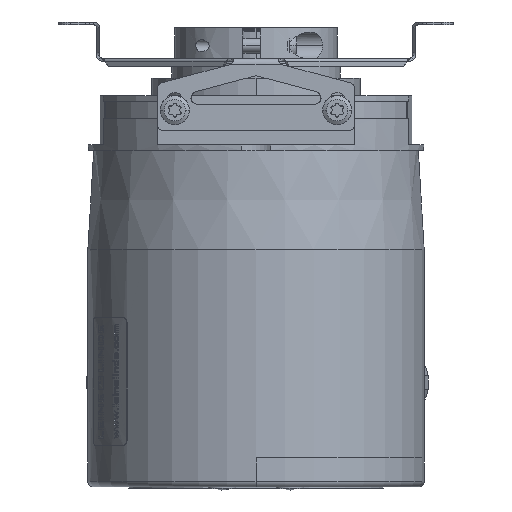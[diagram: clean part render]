
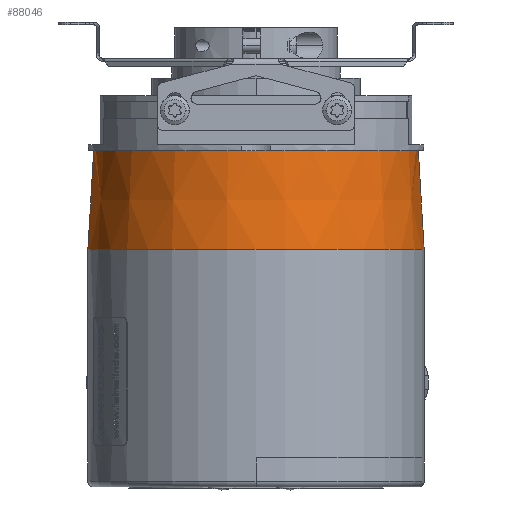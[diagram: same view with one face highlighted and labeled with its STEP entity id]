
A CAD part, front view. The second image highlights one B-rep face of the part: STEP entity #88046.
In plain terms, the highlighted conical face has half-angle 3.366 degrees and reference radius 28.5 mm.
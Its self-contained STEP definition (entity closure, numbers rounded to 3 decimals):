
#7605=CARTESIAN_POINT('',(0.,0.,3.8));
#7606=DIRECTION('',(0.,0.,-1.));
#7607=DIRECTION('',(1.,0.,0.));
#7608=AXIS2_PLACEMENT_3D('',#7605,#7606,#7607);
#7610=DIRECTION('',(-0.059,0.,0.998));
#7611=VECTOR('',#7610,17.029);
#7612=CARTESIAN_POINT('',(29.,0.,-13.2));
#7613=LINE('',#7612,#7611);
#7614=CARTESIAN_POINT('',(0.,0.,-13.2));
#7615=DIRECTION('',(0.,0.,1.));
#7616=DIRECTION('',(-1.,0.,0.));
#7617=AXIS2_PLACEMENT_3D('',#7614,#7615,#7616);
#7619=DIRECTION('',(0.059,0.,0.998));
#7620=VECTOR('',#7619,17.029);
#7621=CARTESIAN_POINT('',(-29.,0.,-13.2));
#7622=LINE('',#7621,#7620);
#7623=CARTESIAN_POINT('',(0.,0.,3.8));
#7624=DIRECTION('',(0.,0.,-1.));
#7625=DIRECTION('',(0.,-1.,0.));
#7626=AXIS2_PLACEMENT_3D('',#7623,#7624,#7625);
#63344=CARTESIAN_POINT('',(-29.,0.,-13.2));
#63345=CARTESIAN_POINT('',(29.,0.,-13.2));
#63346=VERTEX_POINT('',#63344);
#63347=VERTEX_POINT('',#63345);
#78801=CARTESIAN_POINT('',(-28.,0.,3.8));
#78802=CARTESIAN_POINT('',(28.,0.,3.8));
#78803=VERTEX_POINT('',#78801);
#78804=VERTEX_POINT('',#78802);
#78805=CARTESIAN_POINT('',(0.,-28.,3.8));
#78806=VERTEX_POINT('',#78805);
#88034=CARTESIAN_POINT('',(0.,0.,-4.7));
#88035=DIRECTION('',(0.,0.,-1.));
#88036=DIRECTION('',(1.,0.,0.));
#88037=AXIS2_PLACEMENT_3D('',#88034,#88035,#88036);
#88038=CONICAL_SURFACE('',#88037,28.5,3.366);
#88039=ORIENTED_EDGE('',*,*,#88021,.F.);
#88040=ORIENTED_EDGE('',*,*,#88010,.F.);
#88041=ORIENTED_EDGE('',*,*,#84914,.F.);
#88042=ORIENTED_EDGE('',*,*,#88007,.T.);
#88043=ORIENTED_EDGE('',*,*,#88029,.F.);
#88044=EDGE_LOOP('',(#88039,#88040,#88041,#88042,#88043));
#88045=FACE_OUTER_BOUND('',#88044,.F.);
#7609=CIRCLE('',#7608,28.);
#7618=CIRCLE('',#7617,29.);
#7627=CIRCLE('',#7626,28.);
#84914=EDGE_CURVE('',#63346,#63347,#7618,.T.);
#88007=EDGE_CURVE('',#63346,#78803,#7622,.T.);
#88010=EDGE_CURVE('',#63347,#78804,#7613,.T.);
#88021=EDGE_CURVE('',#78804,#78806,#7609,.T.);
#88029=EDGE_CURVE('',#78806,#78803,#7627,.T.);
#88046=ADVANCED_FACE('',(#88045),#88038,.T.);
